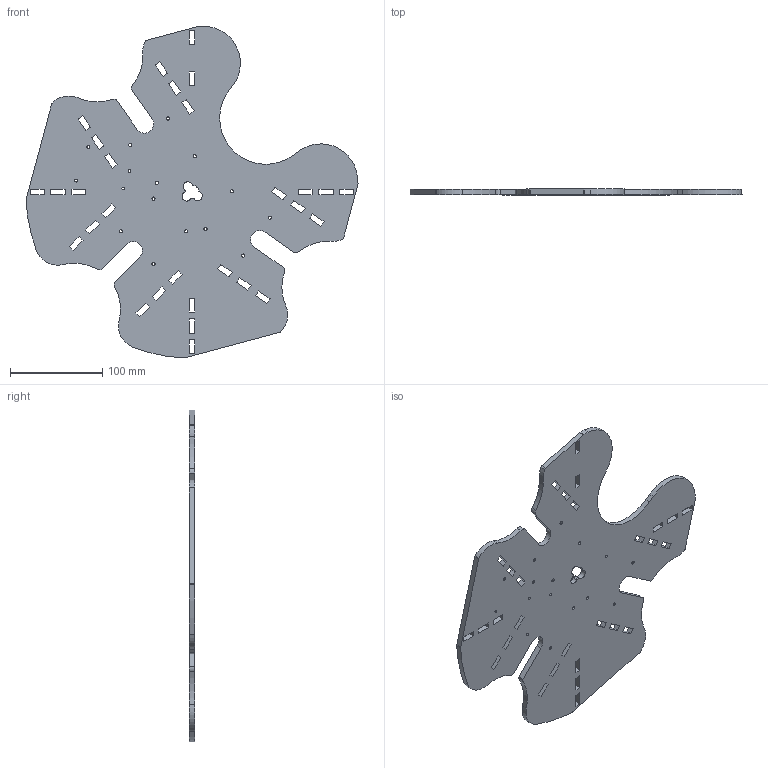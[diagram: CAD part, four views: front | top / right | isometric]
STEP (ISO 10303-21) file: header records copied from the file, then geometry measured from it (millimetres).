
FILE_DESCRIPTION(/* description */ (''),/* implementation_level */ '2;1');
FILE_NAME(/* name */ '',/* time_stamp */ '2025-02-10T18:11:38+03:00',/* author */ (''),/* organization */ (''),/* preprocessor_version */ 'ST-DEVELOPER v20',/* originating_system */ 'Autodesk Translation Framework v13.14.0.145',/* authorisation */ '');
FILE_SCHEMA (('AUTOMOTIVE_DESIGN { 1 0 10303 214 3 1 1 }'));
Length unit declared in the file: millimetre
Products named in the file (1): верхнее основание
Bounding box: 359.57 x 6 x 359.57 mm (x, y, z)
Volume: 416795 mm3; surface area: 156905.3 mm2
Topology: 1 solids, 1 shells, 193 faces, 575 edges, 384 vertices
Faces by surface type: plane 129, cylinder 58, bspline 6
Full cylindrical faces by diameter (mm): 3 x4, 3.4 x12
Entity records: 6783 total; most frequent: CARTESIAN_POINT 1315, ORIENTED_EDGE 1150, DIRECTION 1045, EDGE_CURVE 575, LINE 433, VECTOR 433, VERTEX_POINT 384, AXIS2_PLACEMENT_3D 306
